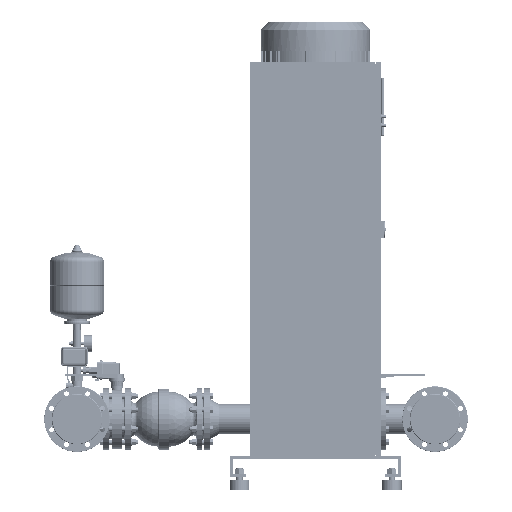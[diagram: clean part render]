
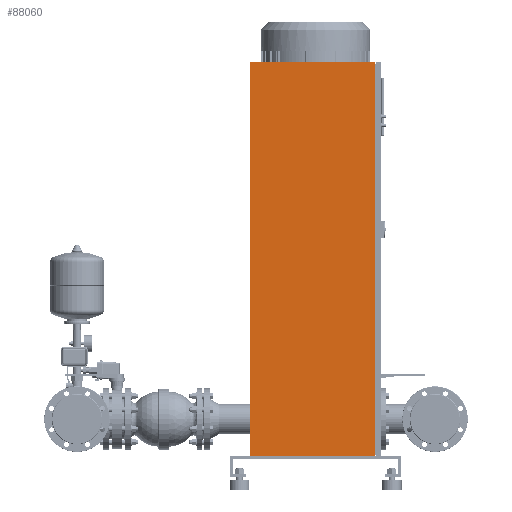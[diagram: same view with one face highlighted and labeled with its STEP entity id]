
A CAD part, left-side view. The second image highlights one B-rep face of the part: STEP entity #88060.
In plain terms, the highlighted free-form (B-spline) face has degree [1, 1] with [2, 2] control points.
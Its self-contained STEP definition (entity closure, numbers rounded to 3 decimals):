
#87737=CARTESIAN_POINT('',(-1250.,-225.,1630.0));
#87738=VERTEX_POINT('',#87737);
#87753=CARTESIAN_POINT('',(-1250.,250.,1630.0));
#87754=VERTEX_POINT('',#87753);
#87761=CARTESIAN_POINT('',(-1250.,250.,1630.0));
#87762=DIRECTION('',(0.0,-1.0,0.0));
#87763=VECTOR('',#87762,475.0);
#87764=LINE('',#87761,#87763);
#87765=EDGE_CURVE('',#87754,#87738,#87764,.T.);
#88018=CARTESIAN_POINT('',(-1250.0,250.0,130.0));
#88019=VERTEX_POINT('',#88018);
#88020=CARTESIAN_POINT('',(-1250.0,250.0,130.0));
#88021=DIRECTION('',(0.0,0.0,1.0));
#88022=VECTOR('',#88021,1500.0);
#88023=LINE('',#88020,#88022);
#88024=EDGE_CURVE('',#88019,#87754,#88023,.T.);
#88037=CARTESIAN_POINT('',(-1250.,-225.,1630.0));
#88038=CARTESIAN_POINT('',(-1250.,250.,1630.0));
#88039=CARTESIAN_POINT('',(-1250.,-225.,130.));
#88040=CARTESIAN_POINT('',(-1250.,250.,130.));
#88041=B_SPLINE_SURFACE_WITH_KNOTS('',1,1,((#88037,#88039),(#88038,#88040)),.UNSPECIFIED.,.F.,.F.,.U.,(2,2),(2,2),(0.0,475.),(0.0,1500.),.UNSPECIFIED.);
#88042=CARTESIAN_POINT('',(-1250.0,-225.0,130.));
#88043=VERTEX_POINT('',#88042);
#88044=CARTESIAN_POINT('',(-1250.,-225.,1630.0));
#88045=DIRECTION('',(0.0,0.0,-1.0));
#88046=VECTOR('',#88045,1500.0);
#88047=LINE('',#88044,#88046);
#88048=EDGE_CURVE('',#87738,#88043,#88047,.T.);
#88049=ORIENTED_EDGE('',*,*,#88048,.F.);
#88050=ORIENTED_EDGE('',*,*,#87765,.F.);
#88051=ORIENTED_EDGE('',*,*,#88024,.F.);
#88052=CARTESIAN_POINT('',(-1250.0,250.0,130.0));
#88053=DIRECTION('',(0.0,-1.0,0.0));
#88054=VECTOR('',#88053,475.0);
#88055=LINE('',#88052,#88054);
#88056=EDGE_CURVE('',#88019,#88043,#88055,.T.);
#88057=ORIENTED_EDGE('',*,*,#88056,.T.);
#88058=EDGE_LOOP('',(#88049,#88050,#88051,#88057));
#88059=FACE_OUTER_BOUND('',#88058,.T.);
#88060=ADVANCED_FACE('',(#88059),#88041,.T.);
